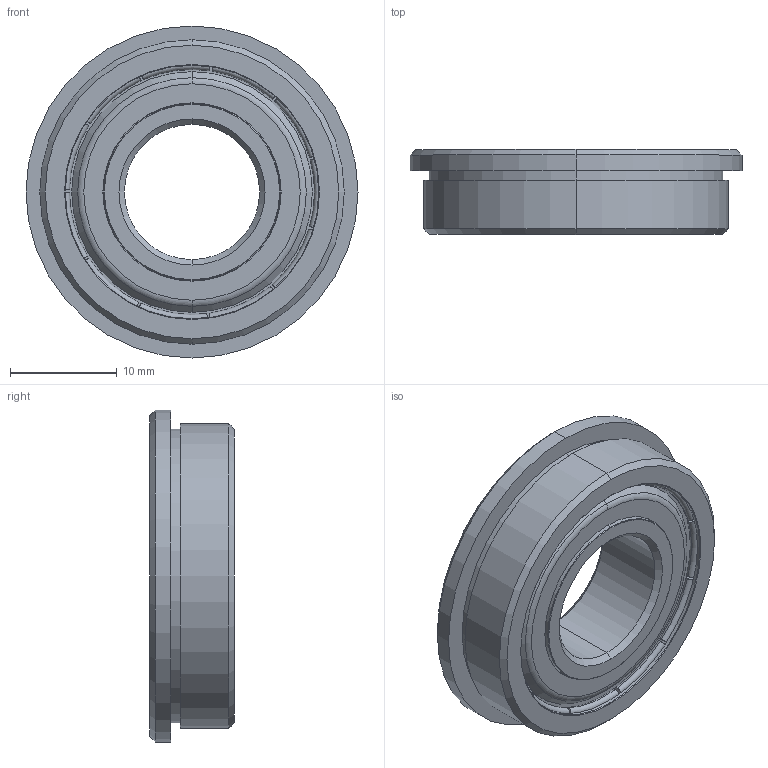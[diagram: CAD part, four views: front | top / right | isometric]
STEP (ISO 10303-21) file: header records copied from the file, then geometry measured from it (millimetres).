
FILE_DESCRIPTION (( 'STEP AP203' ), '1' );
FILE_NAME ('535049.STEP', '2016-10-07T20:01:17', ( '' ), ( '' ), 'SwSTEP 2.0', 'SolidWorks 2014', '' );
FILE_SCHEMA (( 'CONFIG_CONTROL_DESIGN' ));
Length unit declared in the file: inch
Products named in the file (1): 535049
Bounding box: 31.17 x 7.94 x 31.17 mm (x, y, z)
Volume: 3980.7 mm3; surface area: 3267 mm2
Topology: 24 solids, 24 shells, 154 faces, 262 edges, 168 vertices
Faces by surface type: plane 60, torus 50, cylinder 24, cone 20
Entity records: 3781 total; most frequent: DIRECTION 790, CARTESIAN_POINT 585, ORIENTED_EDGE 524, AXIS2_PLACEMENT_3D 373, EDGE_CURVE 262, CIRCLE 218, VERTEX_POINT 168, EDGE_LOOP 168
